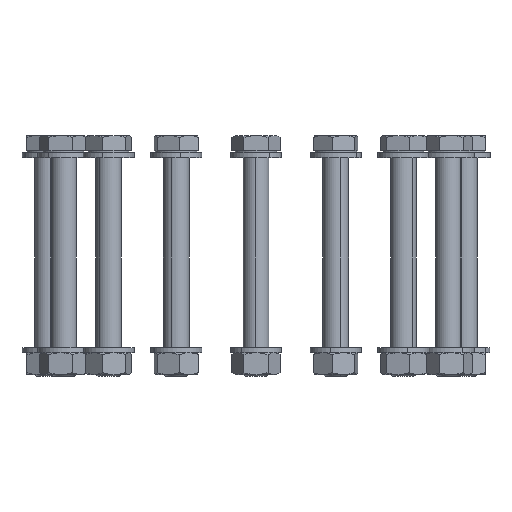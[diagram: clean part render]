
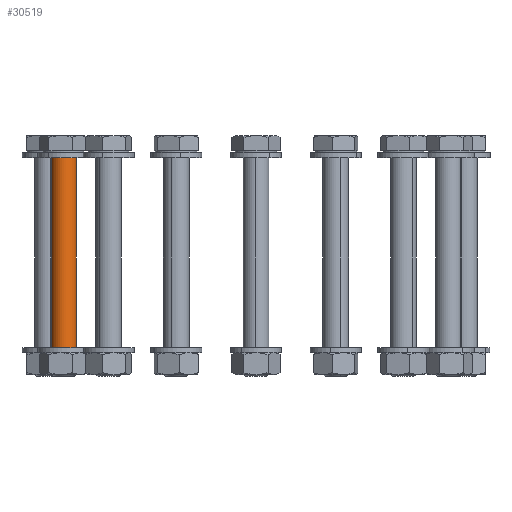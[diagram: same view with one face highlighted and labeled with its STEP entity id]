
A CAD part, left-side view. The second image highlights one B-rep face of the part: STEP entity #30519.
In plain terms, the highlighted cylindrical face has radius 4 mm (diameter 8 mm), a partial arc.
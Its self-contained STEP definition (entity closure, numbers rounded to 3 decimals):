
#4956 = VERTEX_POINT ( 'NONE', #21090 ) ;
#4977 = CARTESIAN_POINT ( 'NONE',  ( -23.401, 56.495, -28.109 ) ) ;
#5521 = DIRECTION ( 'NONE',  ( 0., 0., 1. ) ) ;
#5829 = LINE ( 'NONE', #24701, #43394 ) ;
#8044 = CIRCLE ( 'NONE', #27827, 4. ) ;
#12486 = EDGE_CURVE ( 'NONE', #15975, #45980, #20549, .T. ) ;
#14239 = DIRECTION ( 'NONE',  ( 0.383, -0.924, 0. ) ) ;
#14243 = EDGE_CURVE ( 'NONE', #45980, #4956, #37299, .T. ) ;
#14608 = DIRECTION ( 'NONE',  ( 0., 0., -1. ) ) ;
#14725 = ORIENTED_EDGE ( 'NONE', *, *, #12486, .T. ) ;
#15727 = CARTESIAN_POINT ( 'NONE',  ( -24.932, 60.191, -28.109 ) ) ;
#15975 = VERTEX_POINT ( 'NONE', #4977 ) ;
#17401 = CYLINDRICAL_SURFACE ( 'NONE', #47593, 4. ) ;
#17673 = ORIENTED_EDGE ( 'NONE', *, *, #33034, .T. ) ;
#17913 = DIRECTION ( 'NONE',  ( 0., 0., 1. ) ) ;
#19589 = DIRECTION ( 'NONE',  ( 0.383, -0.924, 0. ) ) ;
#20353 = CARTESIAN_POINT ( 'NONE',  ( -23.401, 56.495, 46.5 ) ) ;
#20549 = LINE ( 'NONE', #20353, #29411 ) ;
#21090 = CARTESIAN_POINT ( 'NONE',  ( -26.463, 63.886, 40.8 ) ) ;
#21764 = CARTESIAN_POINT ( 'NONE',  ( -24.932, 60.191, 46.5 ) ) ;
#23339 = CARTESIAN_POINT ( 'NONE',  ( -26.463, 63.886, -28.109 ) ) ;
#23498 = VERTEX_POINT ( 'NONE', #23339 ) ;
#24701 = CARTESIAN_POINT ( 'NONE',  ( -26.463, 63.886, 46.5 ) ) ;
#27827 = AXIS2_PLACEMENT_3D ( 'NONE', #15727, #41918, #19589 ) ;
#29411 = VECTOR ( 'NONE', #46277, 1000. ) ;
#30519 = ADVANCED_FACE ( 'NONE', ( #40844 ), #17401, .T. ) ;
#32125 = EDGE_CURVE ( 'NONE', #23498, #4956, #5829, .T. ) ;
#33034 = EDGE_CURVE ( 'NONE', #23498, #15975, #8044, .T. ) ;
#35734 = CARTESIAN_POINT ( 'NONE',  ( -23.401, 56.495, 40.8 ) ) ;
#37178 = EDGE_LOOP ( 'NONE', ( #38738, #17673, #14725, #39012 ) ) ;
#37209 = CARTESIAN_POINT ( 'NONE',  ( -24.932, 60.191, 40.8 ) ) ;
#37299 = CIRCLE ( 'NONE', #41075, 4. ) ;
#38738 = ORIENTED_EDGE ( 'NONE', *, *, #32125, .F. ) ;
#39012 = ORIENTED_EDGE ( 'NONE', *, *, #14243, .T. ) ;
#40844 = FACE_OUTER_BOUND ( 'NONE', #37178, .T. ) ;
#40864 = DIRECTION ( 'NONE',  ( -0.383, 0.924, 0. ) ) ;
#41075 = AXIS2_PLACEMENT_3D ( 'NONE', #37209, #14608, #40864 ) ;
#41918 = DIRECTION ( 'NONE',  ( 0., 0., 1. ) ) ;
#43394 = VECTOR ( 'NONE', #5521, 1000. ) ;
#45980 = VERTEX_POINT ( 'NONE', #35734 ) ;
#46277 = DIRECTION ( 'NONE',  ( 0., 0., 1. ) ) ;
#47593 = AXIS2_PLACEMENT_3D ( 'NONE', #21764, #17913, #14239 ) ;
